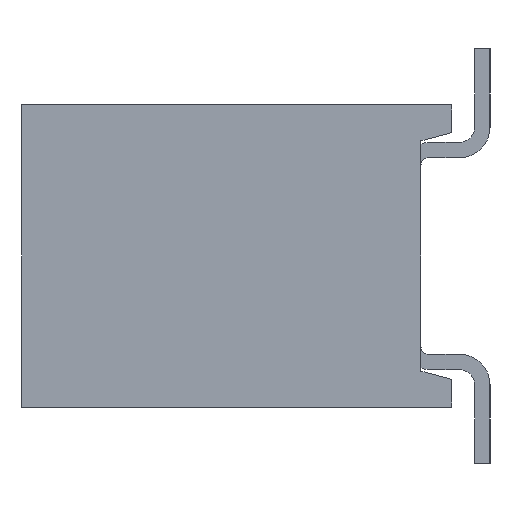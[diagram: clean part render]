
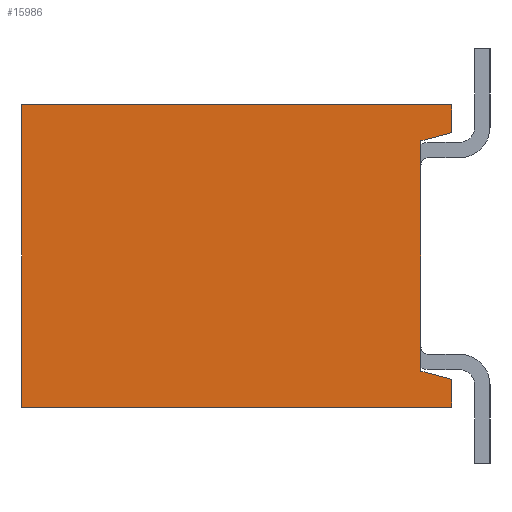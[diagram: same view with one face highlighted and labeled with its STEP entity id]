
A CAD part, left-side view. The second image highlights one B-rep face of the part: STEP entity #15986.
In plain terms, the highlighted planar face has unit normal (-1, 0, 0).
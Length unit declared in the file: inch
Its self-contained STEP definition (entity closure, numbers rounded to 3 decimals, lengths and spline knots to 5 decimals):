
#1599 = LINE ( 'NONE', #66352, #25374 ) ;
#1980 = DIRECTION ( 'NONE',  ( -1., 0., 0. ) ) ;
#2212 = DIRECTION ( 'NONE',  ( 0., 0., 1. ) ) ;
#3226 = ORIENTED_EDGE ( 'NONE', *, *, #15764, .F. ) ;
#6222 = DIRECTION ( 'NONE',  ( 0., 0., -1. ) ) ;
#7333 = ORIENTED_EDGE ( 'NONE', *, *, #27652, .F. ) ;
#9935 = EDGE_LOOP ( 'NONE', ( #29203, #33328, #46153, #7333, #3226, #70248, #46772, #57672 ) ) ;
#11159 = DIRECTION ( 'NONE',  ( 0., 0., -1. ) ) ;
#12024 = VERTEX_POINT ( 'NONE', #33981 ) ;
#12262 = LINE ( 'NONE', #54765, #37698 ) ;
#12613 = EDGE_CURVE ( 'NONE', #46221, #12024, #14401, .T. ) ;
#14401 = LINE ( 'NONE', #50778, #16092 ) ;
#15031 = LINE ( 'NONE', #27767, #15918 ) ;
#15764 = EDGE_CURVE ( 'NONE', #12024, #28779, #63058, .T. ) ;
#15918 = VECTOR ( 'NONE', #11159, 39.37008 ) ;
#15986 = ADVANCED_FACE ( 'NONE', ( #32333 ), #45486, .T. ) ;
#15996 = CARTESIAN_POINT ( 'NONE',  ( -1.01, 0.305, -0.0985 ) ) ;
#16092 = VECTOR ( 'NONE', #39614, 39.37008 ) ;
#16245 = DIRECTION ( 'NONE',  ( 0., 1., 0. ) ) ;
#16625 = CARTESIAN_POINT ( 'NONE',  ( -1.01, 0.045, 0.075 ) ) ;
#16679 = DIRECTION ( 'NONE',  ( 0., 0., 1. ) ) ;
#18151 = EDGE_CURVE ( 'NONE', #18663, #41357, #63482, .T. ) ;
#18663 = VERTEX_POINT ( 'NONE', #58837 ) ;
#22223 = VECTOR ( 'NONE', #16245, 39.37008 ) ;
#24642 = EDGE_CURVE ( 'NONE', #25956, #18663, #12262, .T. ) ;
#24918 = CARTESIAN_POINT ( 'NONE',  ( -1.01, 0.025, 0.08036 ) ) ;
#25374 = VECTOR ( 'NONE', #6222, 39.37008 ) ;
#25956 = VERTEX_POINT ( 'NONE', #64188 ) ;
#27652 = EDGE_CURVE ( 'NONE', #28779, #53216, #15031, .T. ) ;
#27767 = CARTESIAN_POINT ( 'NONE',  ( -1.01, 0.025, -0.08036 ) ) ;
#28779 = VERTEX_POINT ( 'NONE', #31300 ) ;
#29203 = ORIENTED_EDGE ( 'NONE', *, *, #18151, .F. ) ;
#29762 = CARTESIAN_POINT ( 'NONE',  ( -1.01, 0., 0. ) ) ;
#31080 = VERTEX_POINT ( 'NONE', #24918 ) ;
#31300 = CARTESIAN_POINT ( 'NONE',  ( -1.01, 0.025, -0.08036 ) ) ;
#32333 = FACE_OUTER_BOUND ( 'NONE', #9935, .T. ) ;
#32395 = VECTOR ( 'NONE', #48798, 39.37008 ) ;
#33328 = ORIENTED_EDGE ( 'NONE', *, *, #24642, .F. ) ;
#33981 = CARTESIAN_POINT ( 'NONE',  ( -1.01, 0.045, -0.075 ) ) ;
#37038 = CARTESIAN_POINT ( 'NONE',  ( -1.01, 0.025, 0.08036 ) ) ;
#37698 = VECTOR ( 'NONE', #16679, 39.37008 ) ;
#37942 = VECTOR ( 'NONE', #49367, 39.37008 ) ;
#39614 = DIRECTION ( 'NONE',  ( 0., 0., -1. ) ) ;
#41357 = VERTEX_POINT ( 'NONE', #49402 ) ;
#42039 = LINE ( 'NONE', #37038, #43757 ) ;
#43757 = VECTOR ( 'NONE', #48193, 39.37008 ) ;
#44565 = EDGE_CURVE ( 'NONE', #53216, #25956, #58021, .T. ) ;
#45486 = PLANE ( 'NONE',  #55382 ) ;
#46153 = ORIENTED_EDGE ( 'NONE', *, *, #44565, .F. ) ;
#46221 = VERTEX_POINT ( 'NONE', #16625 ) ;
#46772 = ORIENTED_EDGE ( 'NONE', *, *, #68693, .F. ) ;
#47492 = CARTESIAN_POINT ( 'NONE',  ( -1.01, 0.025, -0.0985 ) ) ;
#48193 = DIRECTION ( 'NONE',  ( 0., 0.966, -0.259 ) ) ;
#48798 = DIRECTION ( 'NONE',  ( 0., -0.966, -0.259 ) ) ;
#49367 = DIRECTION ( 'NONE',  ( 0., -1., 0. ) ) ;
#49402 = CARTESIAN_POINT ( 'NONE',  ( -1.01, 0.025, 0.0985 ) ) ;
#50778 = CARTESIAN_POINT ( 'NONE',  ( -1.01, 0.045, 0.075 ) ) ;
#53216 = VERTEX_POINT ( 'NONE', #47492 ) ;
#54765 = CARTESIAN_POINT ( 'NONE',  ( -1.01, 0.305, -0.0985 ) ) ;
#55382 = AXIS2_PLACEMENT_3D ( 'NONE', #29762, #1980, #2212 ) ;
#56244 = EDGE_CURVE ( 'NONE', #41357, #31080, #1599, .T. ) ;
#57672 = ORIENTED_EDGE ( 'NONE', *, *, #56244, .F. ) ;
#58021 = LINE ( 'NONE', #15996, #22223 ) ;
#58837 = CARTESIAN_POINT ( 'NONE',  ( -1.01, 0.305, 0.0985 ) ) ;
#63058 = LINE ( 'NONE', #64794, #32395 ) ;
#63482 = LINE ( 'NONE', #70327, #37942 ) ;
#64188 = CARTESIAN_POINT ( 'NONE',  ( -1.01, 0.305, -0.0985 ) ) ;
#64794 = CARTESIAN_POINT ( 'NONE',  ( -1.01, 0.045, -0.075 ) ) ;
#66352 = CARTESIAN_POINT ( 'NONE',  ( -1.01, 0.025, 0.0985 ) ) ;
#68693 = EDGE_CURVE ( 'NONE', #31080, #46221, #42039, .T. ) ;
#70248 = ORIENTED_EDGE ( 'NONE', *, *, #12613, .F. ) ;
#70327 = CARTESIAN_POINT ( 'NONE',  ( -1.01, 0.305, 0.0985 ) ) ;
